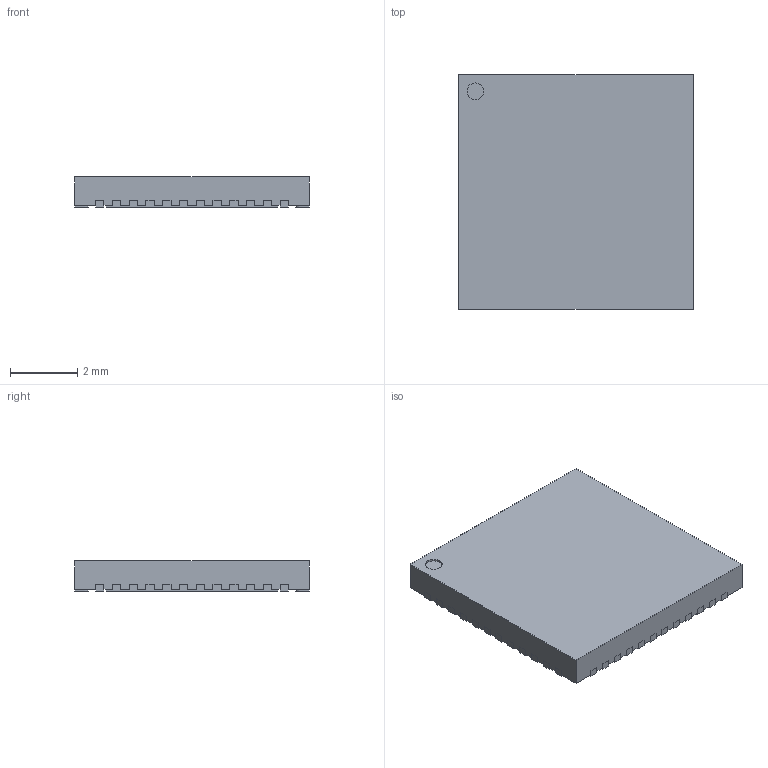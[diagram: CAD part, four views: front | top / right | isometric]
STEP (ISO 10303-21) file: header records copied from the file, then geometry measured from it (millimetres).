
FILE_DESCRIPTION(/* description */ (''),/* implementation_level */ '2;1');
FILE_NAME(/* name */ 'QFN50P700X700X90-49N-S510.stp',/* time_stamp */ '2017-09-15T13:00:53+02:00',/* author */ ('riccim'),/* organization */ (''),/* preprocessor_version */ 'ST-DEVELOPER v16.5',/* originating_system */ 'AutoCAD Mechanical',/* authorisation */ '');
FILE_SCHEMA (('AUTOMOTIVE_DESIGN { 1 0 10303 214 3 1 1 }'));
Length unit declared in the file: millimetre
Products named in the file (1): Product
Bounding box: 7 x 7 x 0.9 mm (x, y, z)
Volume: 43.2 mm3; surface area: 200.3 mm2
Topology: 50 solids, 50 shells, 494 faces, 1179 edges, 786 vertices
Faces by surface type: plane 397, cylinder 97
Full cylindrical faces by diameter (mm): 0.5 x1
Entity records: 14162 total; most frequent: CARTESIAN_POINT 2459, DIRECTION 2362, ORIENTED_EDGE 2356, EDGE_CURVE 1178, LINE 984, VECTOR 984, VERTEX_POINT 786, AXIS2_PLACEMENT_3D 689
